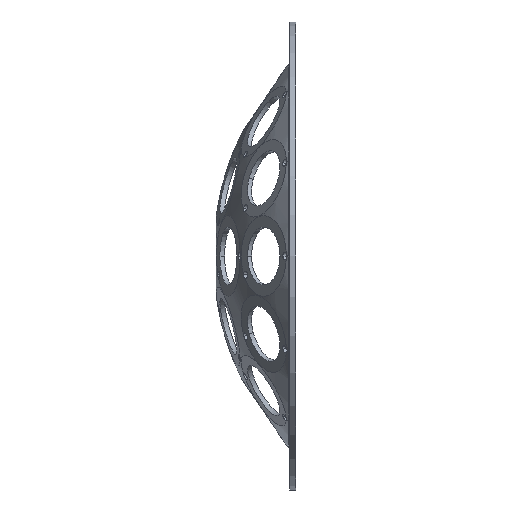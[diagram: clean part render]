
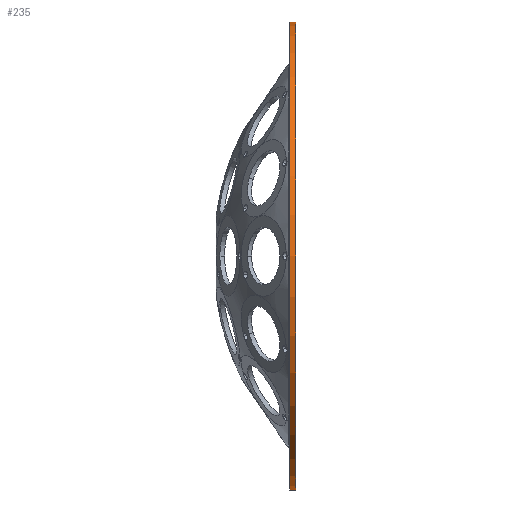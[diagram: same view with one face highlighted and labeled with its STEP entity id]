
A CAD part, left-side view. The second image highlights one B-rep face of the part: STEP entity #235.
In plain terms, the highlighted cylindrical face has radius 223 mm (diameter 446 mm), a partial arc.
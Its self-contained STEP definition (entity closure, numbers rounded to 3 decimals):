
#235 = ADVANCED_FACE ( 'NONE', ( #9992 ), #14687, .T. ) ;
#250 = CARTESIAN_POINT ( 'NONE',  ( 0., 284.983, -223. ) ) ;
#254 = ORIENTED_EDGE ( 'NONE', *, *, #14039, .F. ) ;
#2888 = CIRCLE ( 'NONE', #3520, 223. ) ;
#3302 = ORIENTED_EDGE ( 'NONE', *, *, #9161, .T. ) ;
#3416 = VERTEX_POINT ( 'NONE', #8804 ) ;
#3520 = AXIS2_PLACEMENT_3D ( 'NONE', #18856, #7600, #20625 ) ;
#5369 = ORIENTED_EDGE ( 'NONE', *, *, #14984, .F. ) ;
#7007 = VERTEX_POINT ( 'NONE', #8229 ) ;
#7600 = DIRECTION ( 'NONE',  ( 0., 1., 0. ) ) ;
#8151 = EDGE_CURVE ( 'NONE', #19654, #7007, #8230, .T. ) ;
#8229 = CARTESIAN_POINT ( 'NONE',  ( 0., 195., 223. ) ) ;
#8230 = LINE ( 'NONE', #11673, #17183 ) ;
#8432 = DIRECTION ( 'NONE',  ( 0., 0., 1. ) ) ;
#8804 = CARTESIAN_POINT ( 'NONE',  ( 0., 189., -223. ) ) ;
#9151 = EDGE_LOOP ( 'NONE', ( #5369, #3302, #9556, #254 ) ) ;
#9161 = EDGE_CURVE ( 'NONE', #3416, #19654, #2888, .T. ) ;
#9556 = ORIENTED_EDGE ( 'NONE', *, *, #8151, .T. ) ;
#9992 = FACE_OUTER_BOUND ( 'NONE', #9151, .T. ) ;
#10549 = CARTESIAN_POINT ( 'NONE',  ( 0., 189., 223. ) ) ;
#11286 = DIRECTION ( 'NONE',  ( 0., 1., 0. ) ) ;
#11658 = DIRECTION ( 'NONE',  ( 0., 1., 0. ) ) ;
#11673 = CARTESIAN_POINT ( 'NONE',  ( 0., 284.983, 223. ) ) ;
#12652 = AXIS2_PLACEMENT_3D ( 'NONE', #12851, #11286, #13162 ) ;
#12851 = CARTESIAN_POINT ( 'NONE',  ( 0., 195., 0. ) ) ;
#13162 = DIRECTION ( 'NONE',  ( 0., 0., 1. ) ) ;
#13234 = DIRECTION ( 'NONE',  ( 0., 1., 0. ) ) ;
#14039 = EDGE_CURVE ( 'NONE', #16769, #7007, #18295, .T. ) ;
#14051 = AXIS2_PLACEMENT_3D ( 'NONE', #16352, #11658, #8432 ) ;
#14207 = CARTESIAN_POINT ( 'NONE',  ( 0., 195., -223. ) ) ;
#14521 = LINE ( 'NONE', #250, #19653 ) ;
#14687 = CYLINDRICAL_SURFACE ( 'NONE', #14051, 223. ) ;
#14984 = EDGE_CURVE ( 'NONE', #3416, #16769, #14521, .T. ) ;
#16352 = CARTESIAN_POINT ( 'NONE',  ( 0., 284.983, 0. ) ) ;
#16769 = VERTEX_POINT ( 'NONE', #14207 ) ;
#17183 = VECTOR ( 'NONE', #13234, 1000. ) ;
#18295 = CIRCLE ( 'NONE', #12652, 223. ) ;
#18856 = CARTESIAN_POINT ( 'NONE',  ( 0., 189., 0. ) ) ;
#19418 = DIRECTION ( 'NONE',  ( 0., 1., 0. ) ) ;
#19653 = VECTOR ( 'NONE', #19418, 1000. ) ;
#19654 = VERTEX_POINT ( 'NONE', #10549 ) ;
#20625 = DIRECTION ( 'NONE',  ( 0., 0., 1. ) ) ;
